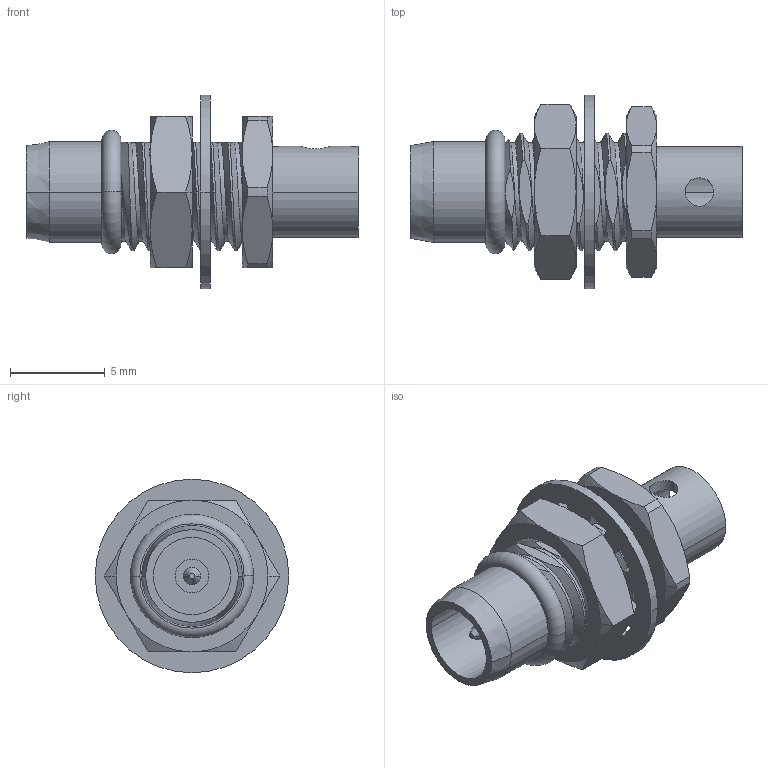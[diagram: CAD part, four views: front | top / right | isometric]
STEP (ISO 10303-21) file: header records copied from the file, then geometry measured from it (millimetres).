
FILE_DESCRIPTION (( 'STEP AP214' ), '1' );
FILE_NAME ('FMCN5153_3D.step', '2024-10-15T22:10:37', ( '' ), ( '' ), 'SwSTEP 2.0', 'SolidWorks 2022', '' );
FILE_SCHEMA (( 'AUTOMOTIVE_DESIGN' ));
Length unit declared in the file: inch
Products named in the file (5): SMA8500-5(2)^FMCN5153; FMCN5153_3D; BMA3305-0141-PIM^FMCN5153; BMA3500-0000-4(2)^FMCN5153; SMA8500-4(2)^FMCN5153
Assembly tree (4 placements, depth 2):
  FMCN5153_3D
    BMA3305-0141-PIM^FMCN5153
    BMA3500-0000-4(2)^FMCN5153
    SMA8500-4(2)^FMCN5153
    SMA8500-5(2)^FMCN5153
Bounding box: 17.5 x 10.2 x 10.2 mm (x, y, z)
Volume: 431.1 mm3; surface area: 905.7 mm2
Topology: 4 solids, 4 shells, 172 faces, 433 edges, 274 vertices
Faces by surface type: cylinder 67, plane 54, cone 26, sphere 16, torus 6, bspline 3
Entity records: 7517 total; most frequent: CARTESIAN_POINT 3243, ORIENTED_EDGE 866, DIRECTION 859, EDGE_CURVE 433, AXIS2_PLACEMENT_3D 352, VERTEX_POINT 274, EDGE_LOOP 185, CIRCLE 176
